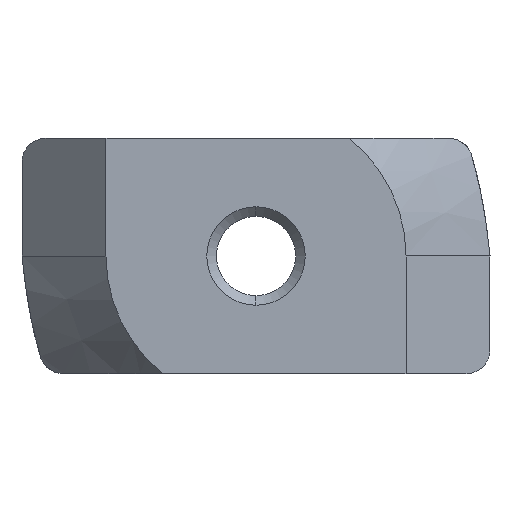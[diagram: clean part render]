
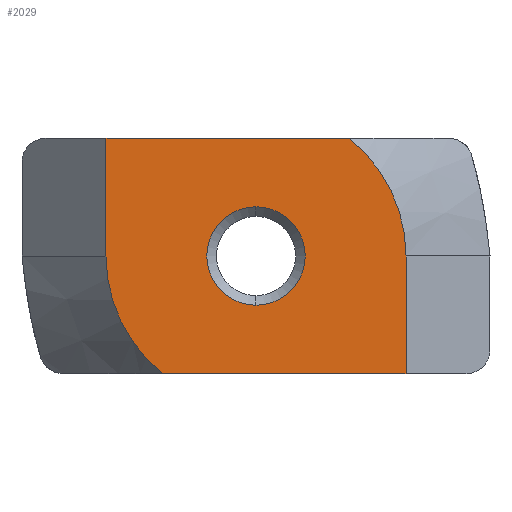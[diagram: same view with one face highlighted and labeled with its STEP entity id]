
A CAD part, front view. The second image highlights one B-rep face of the part: STEP entity #2029.
In plain terms, the highlighted planar face has unit normal (0, -1, 0).
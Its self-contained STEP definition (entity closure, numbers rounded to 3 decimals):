
#4 = CARTESIAN_POINT ( 'NONE',  ( -6.25, 0., -4.9 ) ) ;
#18 = LINE ( 'NONE', #34, #1202 ) ;
#34 = CARTESIAN_POINT ( 'NONE',  ( 6.25, 0., -4.9 ) ) ;
#96 = VERTEX_POINT ( 'NONE', #807 ) ;
#157 = CIRCLE ( 'NONE', #1429, 6.25 ) ;
#187 = EDGE_CURVE ( 'NONE', #1229, #801, #2539, .T. ) ;
#235 = LINE ( 'NONE', #4, #972 ) ;
#237 = EDGE_CURVE ( 'NONE', #1521, #1700, #1385, .T. ) ;
#277 = ORIENTED_EDGE ( 'NONE', *, *, #2365, .F. ) ;
#337 = VERTEX_POINT ( 'NONE', #692 ) ;
#384 = LINE ( 'NONE', #1317, #1998 ) ;
#460 = DIRECTION ( 'NONE',  ( 0., 0., 1. ) ) ;
#461 = LINE ( 'NONE', #2310, #2936 ) ;
#500 = CARTESIAN_POINT ( 'NONE',  ( 3.88, 0., 4.9 ) ) ;
#516 = DIRECTION ( 'NONE',  ( 1., 0., 0. ) ) ;
#519 = CARTESIAN_POINT ( 'NONE',  ( -6.25, 0., 4.9 ) ) ;
#620 = CARTESIAN_POINT ( 'NONE',  ( 0., 0., 0. ) ) ;
#633 = CARTESIAN_POINT ( 'NONE',  ( 0., 0., 0. ) ) ;
#681 = EDGE_CURVE ( 'NONE', #1229, #96, #384, .T. ) ;
#692 = CARTESIAN_POINT ( 'NONE',  ( 6.25, 0., 0. ) ) ;
#801 = VERTEX_POINT ( 'NONE', #2266 ) ;
#807 = CARTESIAN_POINT ( 'NONE',  ( 6.25, 0., -4.9 ) ) ;
#811 = AXIS2_PLACEMENT_3D ( 'NONE', #620, #1991, #2468 ) ;
#818 = CARTESIAN_POINT ( 'NONE',  ( 0., 0., 0. ) ) ;
#868 = CIRCLE ( 'NONE', #1600, 2.05 ) ;
#910 = EDGE_LOOP ( 'NONE', ( #2316, #1920 ) ) ;
#972 = VECTOR ( 'NONE', #1872, 1000. ) ;
#1202 = VECTOR ( 'NONE', #460, 1000. ) ;
#1226 = EDGE_CURVE ( 'NONE', #96, #337, #18, .T. ) ;
#1229 = VERTEX_POINT ( 'NONE', #1400 ) ;
#1255 = ORIENTED_EDGE ( 'NONE', *, *, #2759, .F. ) ;
#1279 = DIRECTION ( 'NONE',  ( 0., 0., -1. ) ) ;
#1294 = DIRECTION ( 'NONE',  ( 0., 1., 0. ) ) ;
#1306 = DIRECTION ( 'NONE',  ( 0., 1., 0. ) ) ;
#1317 = CARTESIAN_POINT ( 'NONE',  ( 6.25, 0., -4.9 ) ) ;
#1340 = FACE_OUTER_BOUND ( 'NONE', #2148, .T. ) ;
#1355 = PLANE ( 'NONE',  #1906 ) ;
#1385 = CIRCLE ( 'NONE', #2344, 2.05 ) ;
#1391 = ORIENTED_EDGE ( 'NONE', *, *, #1226, .T. ) ;
#1400 = CARTESIAN_POINT ( 'NONE',  ( -3.88, 0., -4.9 ) ) ;
#1429 = AXIS2_PLACEMENT_3D ( 'NONE', #818, #2639, #1747 ) ;
#1521 = VERTEX_POINT ( 'NONE', #1962 ) ;
#1547 = CARTESIAN_POINT ( 'NONE',  ( 0., 0., 2.05 ) ) ;
#1561 = EDGE_CURVE ( 'NONE', #1700, #1521, #868, .T. ) ;
#1571 = DIRECTION ( 'NONE',  ( 0., 0., -1. ) ) ;
#1600 = AXIS2_PLACEMENT_3D ( 'NONE', #2608, #1294, #1279 ) ;
#1603 = ORIENTED_EDGE ( 'NONE', *, *, #681, .T. ) ;
#1690 = ORIENTED_EDGE ( 'NONE', *, *, #2367, .F. ) ;
#1700 = VERTEX_POINT ( 'NONE', #1547 ) ;
#1747 = DIRECTION ( 'NONE',  ( 0., 0., 1. ) ) ;
#1872 = DIRECTION ( 'NONE',  ( 0., 0., 1. ) ) ;
#1906 = AXIS2_PLACEMENT_3D ( 'NONE', #2035, #2529, #2048 ) ;
#1920 = ORIENTED_EDGE ( 'NONE', *, *, #1561, .T. ) ;
#1962 = CARTESIAN_POINT ( 'NONE',  ( 0., 0., -2.05 ) ) ;
#1991 = DIRECTION ( 'NONE',  ( 0., 1., 0. ) ) ;
#1998 = VECTOR ( 'NONE', #2238, 1000. ) ;
#2029 = ADVANCED_FACE ( 'NONE', ( #2498, #1340 ), #1355, .T. ) ;
#2035 = CARTESIAN_POINT ( 'NONE',  ( 6.25, 0., -4.9 ) ) ;
#2048 = DIRECTION ( 'NONE',  ( 0., 0., -1. ) ) ;
#2148 = EDGE_LOOP ( 'NONE', ( #1690, #2671, #1603, #1391, #1255, #277 ) ) ;
#2181 = VERTEX_POINT ( 'NONE', #519 ) ;
#2238 = DIRECTION ( 'NONE',  ( 1., 0., 0. ) ) ;
#2266 = CARTESIAN_POINT ( 'NONE',  ( -6.25, 0., 0. ) ) ;
#2310 = CARTESIAN_POINT ( 'NONE',  ( 6.25, 0., 4.9 ) ) ;
#2316 = ORIENTED_EDGE ( 'NONE', *, *, #237, .T. ) ;
#2344 = AXIS2_PLACEMENT_3D ( 'NONE', #633, #1306, #1571 ) ;
#2365 = EDGE_CURVE ( 'NONE', #2181, #2533, #461, .T. ) ;
#2367 = EDGE_CURVE ( 'NONE', #801, #2181, #235, .T. ) ;
#2468 = DIRECTION ( 'NONE',  ( 0., 0., 1. ) ) ;
#2498 = FACE_BOUND ( 'NONE', #910, .T. ) ;
#2529 = DIRECTION ( 'NONE',  ( 0., -1., 0. ) ) ;
#2533 = VERTEX_POINT ( 'NONE', #500 ) ;
#2539 = CIRCLE ( 'NONE', #811, 6.25 ) ;
#2608 = CARTESIAN_POINT ( 'NONE',  ( 0., 0., 0. ) ) ;
#2639 = DIRECTION ( 'NONE',  ( 0., 1., 0. ) ) ;
#2671 = ORIENTED_EDGE ( 'NONE', *, *, #187, .F. ) ;
#2759 = EDGE_CURVE ( 'NONE', #2533, #337, #157, .T. ) ;
#2936 = VECTOR ( 'NONE', #516, 1000. ) ;
